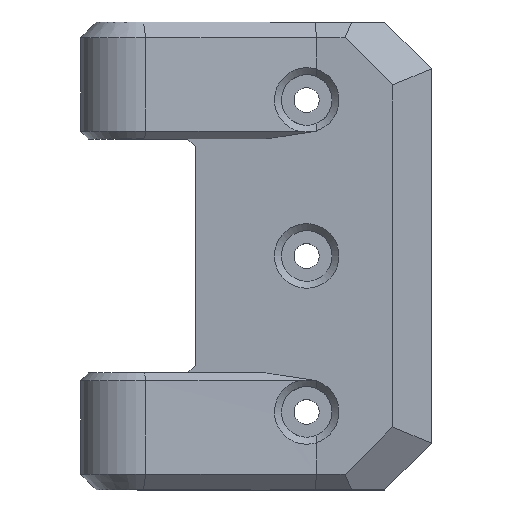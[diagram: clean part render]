
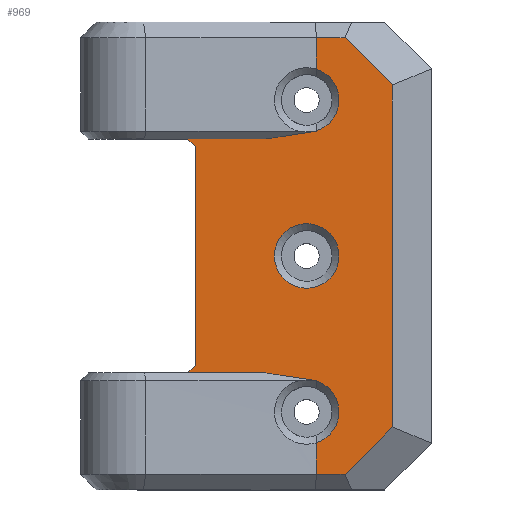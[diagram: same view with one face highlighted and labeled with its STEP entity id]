
A CAD part, top view. The second image highlights one B-rep face of the part: STEP entity #969.
In plain terms, the highlighted planar face has unit normal (0, 0, 1).
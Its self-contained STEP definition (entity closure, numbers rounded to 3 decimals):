
#49=FACE_BOUND('',#157,.T.);
#60=PLANE('',#1043);
#99=FACE_OUTER_BOUND('',#156,.T.);
#156=EDGE_LOOP('',(#678,#679,#680,#681,#682,#683,#684,#685,#686,#687,#688,
#689,#690,#691,#692,#693,#694,#695));
#157=EDGE_LOOP('',(#696));
#224=LINE('',#1410,#318);
#225=LINE('',#1412,#319);
#226=LINE('',#1414,#320);
#227=LINE('',#1416,#321);
#228=LINE('',#1418,#322);
#229=LINE('',#1420,#323);
#230=LINE('',#1422,#324);
#231=LINE('',#1424,#325);
#232=LINE('',#1426,#326);
#233=LINE('',#1430,#327);
#234=LINE('',#1432,#328);
#235=LINE('',#1434,#329);
#236=LINE('',#1436,#330);
#237=LINE('',#1438,#331);
#238=LINE('',#1440,#332);
#239=LINE('',#1441,#333);
#318=VECTOR('',#1141,10.);
#319=VECTOR('',#1142,10.);
#320=VECTOR('',#1143,10.);
#321=VECTOR('',#1144,10.);
#322=VECTOR('',#1145,10.);
#323=VECTOR('',#1146,10.);
#324=VECTOR('',#1147,10.);
#325=VECTOR('',#1148,10.);
#326=VECTOR('',#1149,10.);
#327=VECTOR('',#1152,10.);
#328=VECTOR('',#1153,10.);
#329=VECTOR('',#1154,10.);
#330=VECTOR('',#1155,10.);
#331=VECTOR('',#1156,10.);
#332=VECTOR('',#1157,10.);
#333=VECTOR('',#1158,10.);
#411=CIRCLE('',#1040,4.14);
#414=CIRCLE('',#1044,4.14);
#415=CIRCLE('',#1045,4.14);
#439=VERTEX_POINT('',#1398);
#442=VERTEX_POINT('',#1406);
#443=VERTEX_POINT('',#1407);
#444=VERTEX_POINT('',#1409);
#445=VERTEX_POINT('',#1411);
#446=VERTEX_POINT('',#1413);
#447=VERTEX_POINT('',#1415);
#448=VERTEX_POINT('',#1417);
#449=VERTEX_POINT('',#1419);
#450=VERTEX_POINT('',#1421);
#451=VERTEX_POINT('',#1423);
#452=VERTEX_POINT('',#1425);
#453=VERTEX_POINT('',#1427);
#454=VERTEX_POINT('',#1429);
#455=VERTEX_POINT('',#1431);
#456=VERTEX_POINT('',#1433);
#457=VERTEX_POINT('',#1435);
#458=VERTEX_POINT('',#1437);
#459=VERTEX_POINT('',#1439);
#529=EDGE_CURVE('',#439,#439,#411,.T.);
#533=EDGE_CURVE('',#442,#443,#414,.T.);
#534=EDGE_CURVE('',#442,#444,#224,.T.);
#535=EDGE_CURVE('',#445,#444,#225,.F.);
#536=EDGE_CURVE('',#445,#446,#226,.T.);
#537=EDGE_CURVE('',#447,#446,#227,.T.);
#538=EDGE_CURVE('',#447,#448,#228,.T.);
#539=EDGE_CURVE('',#449,#448,#229,.T.);
#540=EDGE_CURVE('',#449,#450,#230,.T.);
#541=EDGE_CURVE('',#451,#450,#231,.F.);
#542=EDGE_CURVE('',#451,#452,#232,.T.);
#543=EDGE_CURVE('',#453,#452,#415,.T.);
#544=EDGE_CURVE('',#453,#454,#233,.T.);
#545=EDGE_CURVE('',#455,#454,#234,.T.);
#546=EDGE_CURVE('',#456,#455,#235,.T.);
#547=EDGE_CURVE('',#457,#456,#236,.T.);
#548=EDGE_CURVE('',#458,#457,#237,.T.);
#549=EDGE_CURVE('',#459,#458,#238,.T.);
#550=EDGE_CURVE('',#459,#443,#239,.T.);
#678=ORIENTED_EDGE('',*,*,#533,.F.);
#679=ORIENTED_EDGE('',*,*,#534,.T.);
#680=ORIENTED_EDGE('',*,*,#535,.F.);
#681=ORIENTED_EDGE('',*,*,#536,.T.);
#682=ORIENTED_EDGE('',*,*,#537,.F.);
#683=ORIENTED_EDGE('',*,*,#538,.T.);
#684=ORIENTED_EDGE('',*,*,#539,.F.);
#685=ORIENTED_EDGE('',*,*,#540,.T.);
#686=ORIENTED_EDGE('',*,*,#541,.F.);
#687=ORIENTED_EDGE('',*,*,#542,.T.);
#688=ORIENTED_EDGE('',*,*,#543,.F.);
#689=ORIENTED_EDGE('',*,*,#544,.T.);
#690=ORIENTED_EDGE('',*,*,#545,.F.);
#691=ORIENTED_EDGE('',*,*,#546,.F.);
#692=ORIENTED_EDGE('',*,*,#547,.F.);
#693=ORIENTED_EDGE('',*,*,#548,.F.);
#694=ORIENTED_EDGE('',*,*,#549,.F.);
#695=ORIENTED_EDGE('',*,*,#550,.T.);
#696=ORIENTED_EDGE('',*,*,#529,.F.);
#969=ADVANCED_FACE('',(#99,#49),#60,.T.);
#1040=AXIS2_PLACEMENT_3D('',#1399,#1130,#1131);
#1043=AXIS2_PLACEMENT_3D('',#1405,#1137,#1138);
#1044=AXIS2_PLACEMENT_3D('',#1408,#1139,#1140);
#1045=AXIS2_PLACEMENT_3D('',#1428,#1150,#1151);
#1130=DIRECTION('center_axis',(0.,0.,1.));
#1131=DIRECTION('ref_axis',(-1.,0.,0.));
#1137=DIRECTION('center_axis',(0.,0.,1.));
#1138=DIRECTION('ref_axis',(1.,0.,0.));
#1139=DIRECTION('center_axis',(0.,0.,1.));
#1140=DIRECTION('ref_axis',(1.,0.,0.));
#1141=DIRECTION('',(0.,-1.,0.));
#1142=DIRECTION('',(-0.988,-0.152,0.));
#1143=DIRECTION('',(-1.,0.,0.));
#1144=DIRECTION('',(-0.707,0.707,0.));
#1145=DIRECTION('',(0.,-1.,0.));
#1146=DIRECTION('',(0.707,0.707,0.));
#1147=DIRECTION('',(1.,0.,0.));
#1148=DIRECTION('',(0.988,-0.152,0.));
#1149=DIRECTION('',(0.,-1.,0.));
#1150=DIRECTION('center_axis',(0.,0.,1.));
#1151=DIRECTION('ref_axis',(1.,0.,0.));
#1152=DIRECTION('',(0.,-1.,0.));
#1153=DIRECTION('',(-1.,0.,0.));
#1154=DIRECTION('',(-0.707,-0.707,0.));
#1155=DIRECTION('',(0.,-1.,0.));
#1156=DIRECTION('',(0.707,-0.707,0.));
#1157=DIRECTION('',(1.,0.,0.));
#1158=DIRECTION('',(0.,-1.,0.));
#1398=CARTESIAN_POINT('',(25.89,0.,11.));
#1399=CARTESIAN_POINT('Origin',(21.75,0.,11.));
#1405=CARTESIAN_POINT('Origin',(6.205,0.,11.));
#1406=CARTESIAN_POINT('',(23.,16.053,11.));
#1407=CARTESIAN_POINT('',(23.,23.947,11.));
#1408=CARTESIAN_POINT('Origin',(21.75,20.,11.));
#1409=CARTESIAN_POINT('',(23.,16.,11.));
#1410=CARTESIAN_POINT('',(23.,7.5,11.));
#1411=CARTESIAN_POINT('',(16.512,15.,11.));
#1412=CARTESIAN_POINT('',(8.174,13.715,11.));
#1413=CARTESIAN_POINT('',(6.5,15.,11.));
#1414=CARTESIAN_POINT('',(10.727,15.,11.));
#1415=CARTESIAN_POINT('',(7.5,14.,11.));
#1416=CARTESIAN_POINT('',(10.426,11.074,11.));
#1417=CARTESIAN_POINT('',(7.5,-14.,11.));
#1418=CARTESIAN_POINT('',(7.5,0.,11.));
#1419=CARTESIAN_POINT('',(6.5,-15.,11.));
#1420=CARTESIAN_POINT('',(10.426,-11.074,11.));
#1421=CARTESIAN_POINT('',(16.512,-15.,11.));
#1422=CARTESIAN_POINT('',(10.727,-15.,11.));
#1423=CARTESIAN_POINT('',(23.,-16.,11.));
#1424=CARTESIAN_POINT('',(8.174,-13.715,11.));
#1425=CARTESIAN_POINT('',(23.,-16.053,11.));
#1426=CARTESIAN_POINT('',(23.,-7.5,11.));
#1427=CARTESIAN_POINT('',(23.,-23.947,11.));
#1428=CARTESIAN_POINT('Origin',(21.75,-20.,11.));
#1429=CARTESIAN_POINT('',(23.,-28.,11.));
#1430=CARTESIAN_POINT('',(23.,-7.5,11.));
#1431=CARTESIAN_POINT('',(26.679,-28.,11.));
#1432=CARTESIAN_POINT('',(10.727,-28.,11.));
#1433=CARTESIAN_POINT('',(32.75,-21.929,11.));
#1434=CARTESIAN_POINT('',(30.828,-23.851,11.));
#1435=CARTESIAN_POINT('',(32.75,21.929,11.));
#1436=CARTESIAN_POINT('',(32.75,0.,11.));
#1437=CARTESIAN_POINT('',(26.679,28.,11.));
#1438=CARTESIAN_POINT('',(30.828,23.851,11.));
#1439=CARTESIAN_POINT('',(23.,28.,11.));
#1440=CARTESIAN_POINT('',(10.727,28.,11.));
#1441=CARTESIAN_POINT('',(23.,7.5,11.));
